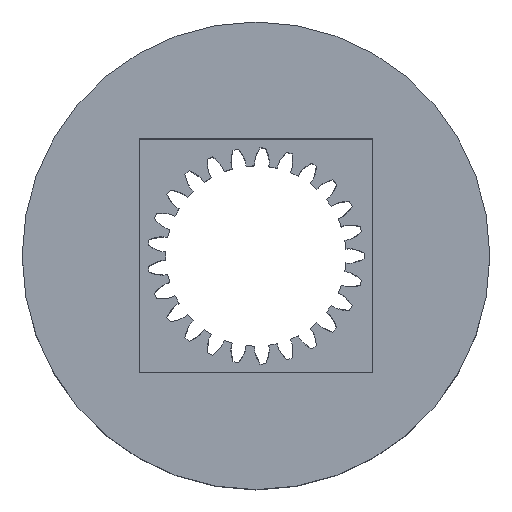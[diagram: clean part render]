
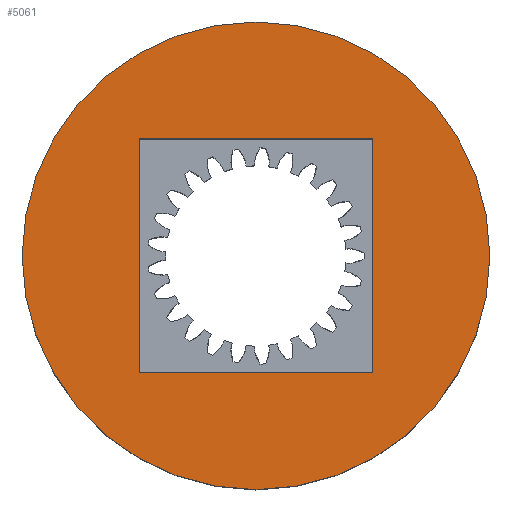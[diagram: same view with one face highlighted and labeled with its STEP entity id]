
A CAD part, top view. The second image highlights one B-rep face of the part: STEP entity #5061.
In plain terms, the highlighted planar face has unit normal (0, 0, 1).
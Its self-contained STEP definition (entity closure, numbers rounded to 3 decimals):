
#24 = VERTEX_POINT('',#25);
#25 = CARTESIAN_POINT('',(7.,0.,5.5));
#32 = CYLINDRICAL_SURFACE('',#33,7.);
#33 = AXIS2_PLACEMENT_3D('',#34,#35,#36);
#34 = CARTESIAN_POINT('',(0.,0.,0.));
#35 = DIRECTION('',(-0.,-0.,-1.));
#36 = DIRECTION('',(1.,0.,0.));
#51 = EDGE_CURVE('',#24,#24,#52,.T.);
#52 = SURFACE_CURVE('',#53,(#58,#65),.PCURVE_S1.);
#53 = CIRCLE('',#54,7.);
#54 = AXIS2_PLACEMENT_3D('',#55,#56,#57);
#55 = CARTESIAN_POINT('',(0.,0.,5.5));
#56 = DIRECTION('',(0.,0.,1.));
#57 = DIRECTION('',(1.,0.,0.));
#58 = PCURVE('',#32,#59);
#59 = DEFINITIONAL_REPRESENTATION('',(#60),#64);
#60 = LINE('',#61,#62);
#61 = CARTESIAN_POINT('',(-0.,-5.5));
#62 = VECTOR('',#63,1.);
#63 = DIRECTION('',(-1.,0.));
#64 = ( GEOMETRIC_REPRESENTATION_CONTEXT(2) 
PARAMETRIC_REPRESENTATION_CONTEXT() REPRESENTATION_CONTEXT('2D SPACE',''
  ) );
#65 = PCURVE('',#66,#71);
#66 = PLANE('',#67);
#67 = AXIS2_PLACEMENT_3D('',#68,#69,#70);
#68 = CARTESIAN_POINT('',(0.,0.,5.5));
#69 = DIRECTION('',(0.,0.,1.));
#70 = DIRECTION('',(1.,0.,0.));
#71 = DEFINITIONAL_REPRESENTATION('',(#72),#76);
#72 = CIRCLE('',#73,7.);
#73 = AXIS2_PLACEMENT_2D('',#74,#75);
#74 = CARTESIAN_POINT('',(0.,0.));
#75 = DIRECTION('',(1.,0.));
#76 = ( GEOMETRIC_REPRESENTATION_CONTEXT(2) 
PARAMETRIC_REPRESENTATION_CONTEXT() REPRESENTATION_CONTEXT('2D SPACE',''
  ) );
#5061 = ADVANCED_FACE('',(#5062,#5065),#66,.T.);
#5062 = FACE_BOUND('',#5063,.T.);
#5063 = EDGE_LOOP('',(#5064));
#5064 = ORIENTED_EDGE('',*,*,#51,.T.);
#5065 = FACE_BOUND('',#5066,.T.);
#5066 = EDGE_LOOP('',(#5067,#5097,#5125,#5153));
#5067 = ORIENTED_EDGE('',*,*,#5068,.F.);
#5068 = EDGE_CURVE('',#5069,#5071,#5073,.T.);
#5069 = VERTEX_POINT('',#5070);
#5070 = CARTESIAN_POINT('',(-3.5,-3.5,5.5));
#5071 = VERTEX_POINT('',#5072);
#5072 = CARTESIAN_POINT('',(3.5,-3.5,5.5));
#5073 = SURFACE_CURVE('',#5074,(#5078,#5085),.PCURVE_S1.);
#5074 = LINE('',#5075,#5076);
#5075 = CARTESIAN_POINT('',(-3.5,-3.5,5.5));
#5076 = VECTOR('',#5077,1.);
#5077 = DIRECTION('',(1.,0.,0.));
#5078 = PCURVE('',#66,#5079);
#5079 = DEFINITIONAL_REPRESENTATION('',(#5080),#5084);
#5080 = LINE('',#5081,#5082);
#5081 = CARTESIAN_POINT('',(-3.5,-3.5));
#5082 = VECTOR('',#5083,1.);
#5083 = DIRECTION('',(1.,0.));
#5084 = ( GEOMETRIC_REPRESENTATION_CONTEXT(2) 
PARAMETRIC_REPRESENTATION_CONTEXT() REPRESENTATION_CONTEXT('2D SPACE',''
  ) );
#5085 = PCURVE('',#5086,#5091);
#5086 = PLANE('',#5087);
#5087 = AXIS2_PLACEMENT_3D('',#5088,#5089,#5090);
#5088 = CARTESIAN_POINT('',(-3.5,-3.5,5.5));
#5089 = DIRECTION('',(0.,-1.,0.));
#5090 = DIRECTION('',(1.,0.,0.));
#5091 = DEFINITIONAL_REPRESENTATION('',(#5092),#5096);
#5092 = LINE('',#5093,#5094);
#5093 = CARTESIAN_POINT('',(0.,0.));
#5094 = VECTOR('',#5095,1.);
#5095 = DIRECTION('',(1.,0.));
#5096 = ( GEOMETRIC_REPRESENTATION_CONTEXT(2) 
PARAMETRIC_REPRESENTATION_CONTEXT() REPRESENTATION_CONTEXT('2D SPACE',''
  ) );
#5097 = ORIENTED_EDGE('',*,*,#5098,.F.);
#5098 = EDGE_CURVE('',#5099,#5069,#5101,.T.);
#5099 = VERTEX_POINT('',#5100);
#5100 = CARTESIAN_POINT('',(-3.5,3.5,5.5));
#5101 = SURFACE_CURVE('',#5102,(#5106,#5113),.PCURVE_S1.);
#5102 = LINE('',#5103,#5104);
#5103 = CARTESIAN_POINT('',(-3.5,3.5,5.5));
#5104 = VECTOR('',#5105,1.);
#5105 = DIRECTION('',(0.,-1.,0.));
#5106 = PCURVE('',#66,#5107);
#5107 = DEFINITIONAL_REPRESENTATION('',(#5108),#5112);
#5108 = LINE('',#5109,#5110);
#5109 = CARTESIAN_POINT('',(-3.5,3.5));
#5110 = VECTOR('',#5111,1.);
#5111 = DIRECTION('',(0.,-1.));
#5112 = ( GEOMETRIC_REPRESENTATION_CONTEXT(2) 
PARAMETRIC_REPRESENTATION_CONTEXT() REPRESENTATION_CONTEXT('2D SPACE',''
  ) );
#5113 = PCURVE('',#5114,#5119);
#5114 = PLANE('',#5115);
#5115 = AXIS2_PLACEMENT_3D('',#5116,#5117,#5118);
#5116 = CARTESIAN_POINT('',(-3.5,3.5,5.5));
#5117 = DIRECTION('',(-1.,0.,0.));
#5118 = DIRECTION('',(0.,-1.,0.));
#5119 = DEFINITIONAL_REPRESENTATION('',(#5120),#5124);
#5120 = LINE('',#5121,#5122);
#5121 = CARTESIAN_POINT('',(0.,0.));
#5122 = VECTOR('',#5123,1.);
#5123 = DIRECTION('',(1.,0.));
#5124 = ( GEOMETRIC_REPRESENTATION_CONTEXT(2) 
PARAMETRIC_REPRESENTATION_CONTEXT() REPRESENTATION_CONTEXT('2D SPACE',''
  ) );
#5125 = ORIENTED_EDGE('',*,*,#5126,.F.);
#5126 = EDGE_CURVE('',#5127,#5099,#5129,.T.);
#5127 = VERTEX_POINT('',#5128);
#5128 = CARTESIAN_POINT('',(3.5,3.5,5.5));
#5129 = SURFACE_CURVE('',#5130,(#5134,#5141),.PCURVE_S1.);
#5130 = LINE('',#5131,#5132);
#5131 = CARTESIAN_POINT('',(3.5,3.5,5.5));
#5132 = VECTOR('',#5133,1.);
#5133 = DIRECTION('',(-1.,0.,0.));
#5134 = PCURVE('',#66,#5135);
#5135 = DEFINITIONAL_REPRESENTATION('',(#5136),#5140);
#5136 = LINE('',#5137,#5138);
#5137 = CARTESIAN_POINT('',(3.5,3.5));
#5138 = VECTOR('',#5139,1.);
#5139 = DIRECTION('',(-1.,0.));
#5140 = ( GEOMETRIC_REPRESENTATION_CONTEXT(2) 
PARAMETRIC_REPRESENTATION_CONTEXT() REPRESENTATION_CONTEXT('2D SPACE',''
  ) );
#5141 = PCURVE('',#5142,#5147);
#5142 = PLANE('',#5143);
#5143 = AXIS2_PLACEMENT_3D('',#5144,#5145,#5146);
#5144 = CARTESIAN_POINT('',(3.5,3.5,5.5));
#5145 = DIRECTION('',(0.,1.,0.));
#5146 = DIRECTION('',(-1.,0.,0.));
#5147 = DEFINITIONAL_REPRESENTATION('',(#5148),#5152);
#5148 = LINE('',#5149,#5150);
#5149 = CARTESIAN_POINT('',(0.,0.));
#5150 = VECTOR('',#5151,1.);
#5151 = DIRECTION('',(1.,0.));
#5152 = ( GEOMETRIC_REPRESENTATION_CONTEXT(2) 
PARAMETRIC_REPRESENTATION_CONTEXT() REPRESENTATION_CONTEXT('2D SPACE',''
  ) );
#5153 = ORIENTED_EDGE('',*,*,#5154,.F.);
#5154 = EDGE_CURVE('',#5071,#5127,#5155,.T.);
#5155 = SURFACE_CURVE('',#5156,(#5160,#5167),.PCURVE_S1.);
#5156 = LINE('',#5157,#5158);
#5157 = CARTESIAN_POINT('',(3.5,-3.5,5.5));
#5158 = VECTOR('',#5159,1.);
#5159 = DIRECTION('',(0.,1.,0.));
#5160 = PCURVE('',#66,#5161);
#5161 = DEFINITIONAL_REPRESENTATION('',(#5162),#5166);
#5162 = LINE('',#5163,#5164);
#5163 = CARTESIAN_POINT('',(3.5,-3.5));
#5164 = VECTOR('',#5165,1.);
#5165 = DIRECTION('',(0.,1.));
#5166 = ( GEOMETRIC_REPRESENTATION_CONTEXT(2) 
PARAMETRIC_REPRESENTATION_CONTEXT() REPRESENTATION_CONTEXT('2D SPACE',''
  ) );
#5167 = PCURVE('',#5168,#5173);
#5168 = PLANE('',#5169);
#5169 = AXIS2_PLACEMENT_3D('',#5170,#5171,#5172);
#5170 = CARTESIAN_POINT('',(3.5,-3.5,5.5));
#5171 = DIRECTION('',(1.,0.,0.));
#5172 = DIRECTION('',(0.,1.,0.));
#5173 = DEFINITIONAL_REPRESENTATION('',(#5174),#5178);
#5174 = LINE('',#5175,#5176);
#5175 = CARTESIAN_POINT('',(0.,0.));
#5176 = VECTOR('',#5177,1.);
#5177 = DIRECTION('',(1.,0.));
#5178 = ( GEOMETRIC_REPRESENTATION_CONTEXT(2) 
PARAMETRIC_REPRESENTATION_CONTEXT() REPRESENTATION_CONTEXT('2D SPACE',''
  ) );
